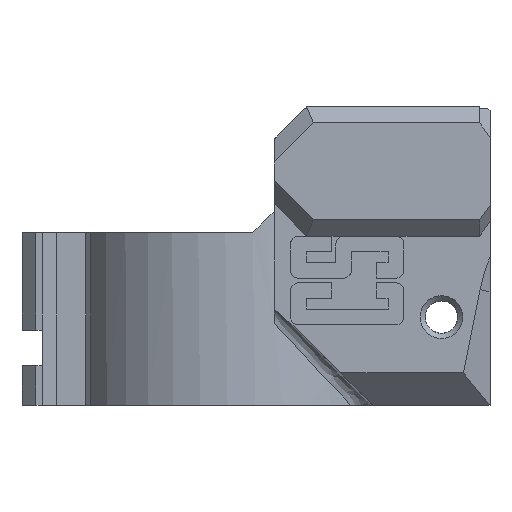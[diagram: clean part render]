
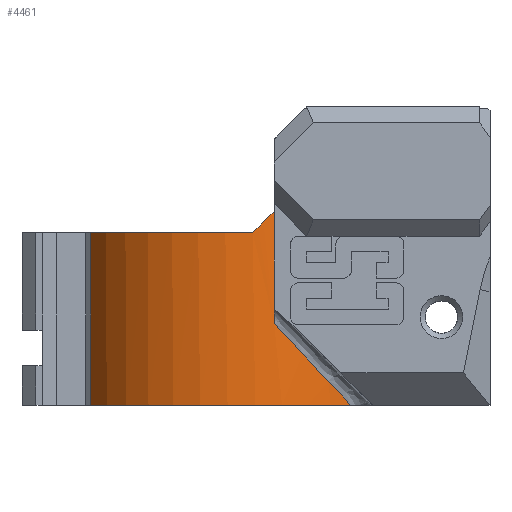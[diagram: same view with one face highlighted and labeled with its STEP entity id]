
A CAD part, left-side view. The second image highlights one B-rep face of the part: STEP entity #4461.
In plain terms, the highlighted cylindrical face has radius 23.812 mm (diameter 47.625 mm), a partial arc.
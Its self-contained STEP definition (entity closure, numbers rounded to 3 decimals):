
#97=CYLINDRICAL_SURFACE('',#4708,23.813);
#215=CIRCLE('',#4624,23.813);
#234=CIRCLE('',#4660,23.813);
#257=ELLIPSE('',#4621,33.676,23.813);
#263=ELLIPSE('',#4709,34.77,23.813);
#324=VERTEX_POINT('',#5698);
#325=VERTEX_POINT('',#5700);
#593=VERTEX_POINT('',#7487);
#610=VERTEX_POINT('',#7523);
#645=VERTEX_POINT('',#7626);
#646=VERTEX_POINT('',#7628);
#778=VECTOR('',#4817,1.);
#1124=VECTOR('',#5390,1.);
#1268=LINE('',#5699,#778);
#1614=LINE('',#7716,#1124);
#1765=EDGE_CURVE('',#324,#325,#1268,.T.);
#2169=EDGE_CURVE('',#593,#324,#257,.T.);
#2187=EDGE_CURVE('',#593,#610,#215,.T.);
#2225=EDGE_CURVE('',#646,#645,#234,.T.);
#2266=EDGE_CURVE('',#610,#646,#1614,.T.);
#2331=EDGE_CURVE('',#325,#645,#263,.T.);
#3580=ORIENTED_EDGE('',*,*,#1765,.F.);
#3581=ORIENTED_EDGE('',*,*,#2169,.F.);
#3582=ORIENTED_EDGE('',*,*,#2187,.T.);
#3583=ORIENTED_EDGE('',*,*,#2266,.T.);
#3584=ORIENTED_EDGE('',*,*,#2225,.T.);
#3585=ORIENTED_EDGE('',*,*,#2331,.F.);
#3950=EDGE_LOOP('',(#3580,#3581,#3582,#3583,#3584,#3585));
#4222=FACE_BOUND('',#3950,.T.);
#4461=ADVANCED_FACE('',(#4222),#97,.T.);
#4621=AXIS2_PLACEMENT_3D('',#7488,#5246,#5247);
#4624=AXIS2_PLACEMENT_3D('',#7524,#5267,#5268);
#4660=AXIS2_PLACEMENT_3D('',#7627,#5347,#5348);
#4708=AXIS2_PLACEMENT_3D('',#7840,#5496,#5497);
#4709=AXIS2_PLACEMENT_3D('',#7841,#5498,#5499);
#4817=DIRECTION('',(0.,0.,-1.));
#5246=DIRECTION('',(0.,0.707,0.707));
#5247=DIRECTION('',(0.,-23.813,23.812));
#5267=DIRECTION('',(0.,0.,-1.));
#5268=DIRECTION('',(23.813,0.,0.));
#5347=DIRECTION('',(0.,0.,1.));
#5348=DIRECTION('',(23.813,0.,0.));
#5390=DIRECTION('',(0.,0.,-1.));
#5496=DIRECTION('',(0.,0.,-1.));
#5497=DIRECTION('',(23.813,0.,0.));
#5498=DIRECTION('',(0.,-0.729,0.685));
#5499=DIRECTION('',(0.,-23.813,-25.337));
#5698=CARTESIAN_POINT('',(-22.95,-6.35,-2.667));
#5699=CARTESIAN_POINT('',(-22.95,-6.35,-8.334));
#5700=CARTESIAN_POINT('',(-22.95,-6.35,-19.23));
#7487=CARTESIAN_POINT('',(-23.6,-3.175,-5.842));
#7488=CARTESIAN_POINT('',(0.,0.,-9.017));
#7523=CARTESIAN_POINT('',(-11.88,20.637,-5.842));
#7524=CARTESIAN_POINT('',(0.,0.,-5.842));
#7626=CARTESIAN_POINT('',(-15.997,-17.639,-31.242));
#7627=CARTESIAN_POINT('',(0.,0.,-31.242));
#7628=CARTESIAN_POINT('',(-11.88,20.637,-31.242));
#7716=CARTESIAN_POINT('',(-11.88,20.637,-15.621));
#7840=CARTESIAN_POINT('',(0.,0.,0.));
#7841=CARTESIAN_POINT('',(0.,0.,-12.474));
